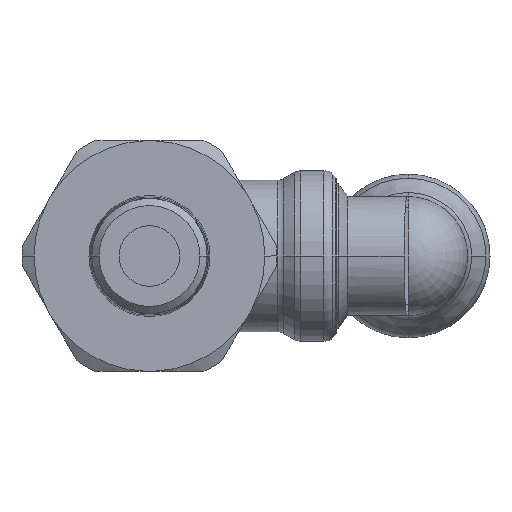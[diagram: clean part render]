
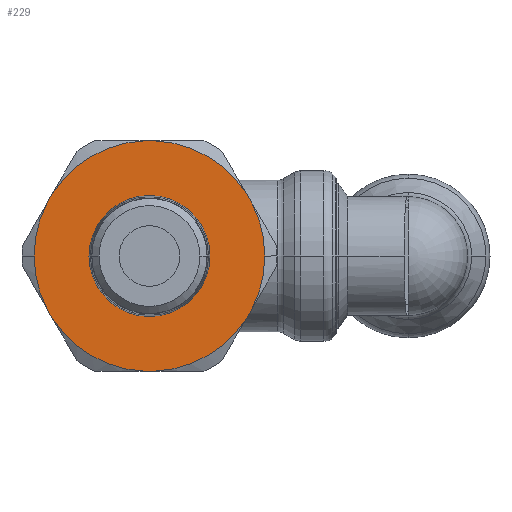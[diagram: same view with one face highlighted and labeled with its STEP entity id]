
A CAD part, front view. The second image highlights one B-rep face of the part: STEP entity #229.
In plain terms, the highlighted planar face has unit normal (0, -1, 0).
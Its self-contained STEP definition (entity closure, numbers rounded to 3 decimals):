
#229=ADVANCED_FACE('',(#611,#612),#613,.T.);
#611=FACE_BOUND('',#1002,.T.);
#612=FACE_OUTER_BOUND('',#1003,.T.);
#613=PLANE('',#1004);
#1002=EDGE_LOOP('',(#2483,#2484));
#1003=EDGE_LOOP('',(#2485,#2486,#2487,#2488,#2489,#2490,#2491,#2492,#2493,#2494,#2495,#2496,#2497,#2498));
#1004=AXIS2_PLACEMENT_3D('',#2499,#2500,#2501);
#2483=ORIENTED_EDGE('',*,*,#2799,.T.);
#2484=ORIENTED_EDGE('',*,*,#2820,.T.);
#2485=ORIENTED_EDGE('',*,*,#2938,.F.);
#2486=ORIENTED_EDGE('',*,*,#2546,.F.);
#2487=ORIENTED_EDGE('',*,*,#2989,.F.);
#2488=ORIENTED_EDGE('',*,*,#2904,.F.);
#2489=ORIENTED_EDGE('',*,*,#2966,.F.);
#2490=ORIENTED_EDGE('',*,*,#2914,.F.);
#2491=ORIENTED_EDGE('',*,*,#2964,.F.);
#2492=ORIENTED_EDGE('',*,*,#2924,.F.);
#2493=ORIENTED_EDGE('',*,*,#2963,.F.);
#2494=ORIENTED_EDGE('',*,*,#2619,.F.);
#2495=ORIENTED_EDGE('',*,*,#2926,.F.);
#2496=ORIENTED_EDGE('',*,*,#2965,.F.);
#2497=ORIENTED_EDGE('',*,*,#2931,.F.);
#2498=ORIENTED_EDGE('',*,*,#2967,.F.);
#2499=CARTESIAN_POINT('',(-4.76,0.,0.0));
#2500=DIRECTION('',(0.,-1.0,-0.0));
#2501=DIRECTION('',(1.0,0.,0.0));
#2546=EDGE_CURVE('',#3072,#3075,#3076,.T.);
#2619=EDGE_CURVE('',#3208,#3204,#3210,.T.);
#2799=EDGE_CURVE('',#3517,#3521,#3523,.T.);
#2820=EDGE_CURVE('',#3521,#3517,#3556,.T.);
#2904=EDGE_CURVE('',#3670,#3657,#3672,.T.);
#2914=EDGE_CURVE('',#3690,#3677,#3692,.T.);
#2924=EDGE_CURVE('',#3709,#3696,#3711,.T.);
#2926=EDGE_CURVE('',#3713,#3208,#3715,.T.);
#2931=EDGE_CURVE('',#3722,#3724,#3725,.T.);
#2938=EDGE_CURVE('',#3075,#3737,#3738,.T.);
#2963=EDGE_CURVE('',#3204,#3709,#3766,.T.);
#2964=EDGE_CURVE('',#3696,#3690,#3767,.T.);
#2965=EDGE_CURVE('',#3724,#3713,#3768,.T.);
#2966=EDGE_CURVE('',#3677,#3670,#3769,.T.);
#2967=EDGE_CURVE('',#3737,#3722,#3770,.T.);
#2989=EDGE_CURVE('',#3657,#3072,#3798,.T.);
#3072=VERTEX_POINT('',#3888);
#3075=VERTEX_POINT('',#3892);
#3076=CIRCLE('',#3893,9.51);
#3204=VERTEX_POINT('',#4194);
#3208=VERTEX_POINT('',#4199);
#3210=CIRCLE('',#4210,9.51);
#3517=VERTEX_POINT('',#5086);
#3521=VERTEX_POINT('',#5091);
#3523=CIRCLE('',#5094,4.986);
#3556=CIRCLE('',#5133,4.986);
#3657=VERTEX_POINT('',#5348);
#3670=VERTEX_POINT('',#5391);
#3672=LINE('',#5402,#5403);
#3677=VERTEX_POINT('',#5426);
#3690=VERTEX_POINT('',#5469);
#3692=LINE('',#5480,#5481);
#3696=VERTEX_POINT('',#5503);
#3709=VERTEX_POINT('',#5546);
#3711=LINE('',#5557,#5558);
#3713=VERTEX_POINT('',#5560);
#3715=LINE('',#5571,#5572);
#3722=VERTEX_POINT('',#5590);
#3724=VERTEX_POINT('',#5601);
#3725=LINE('',#5602,#5603);
#3737=VERTEX_POINT('',#5645);
#3738=LINE('',#5646,#5647);
#3766=CIRCLE('',#5695,9.51);
#3767=CIRCLE('',#5696,9.51);
#3768=CIRCLE('',#5697,9.51);
#3769=CIRCLE('',#5698,9.51);
#3770=CIRCLE('',#5699,9.51);
#3798=CIRCLE('',#5727,9.51);
#3888=CARTESIAN_POINT('',(-9.51,0.,0.));
#3892=CARTESIAN_POINT('',(-8.445,0.,4.373));
#3893=AXIS2_PLACEMENT_3D('',#5808,#5809,#5810);
#4194=CARTESIAN_POINT('',(9.51,0.,0.));
#4199=CARTESIAN_POINT('',(8.445,0.,4.373));
#4210=AXIS2_PLACEMENT_3D('',#5974,#5975,#5976);
#5086=CARTESIAN_POINT('',(4.986,0.0,0.0));
#5091=CARTESIAN_POINT('',(-4.986,0.,0.));
#5094=AXIS2_PLACEMENT_3D('',#6328,#6329,#6330);
#5133=AXIS2_PLACEMENT_3D('',#6379,#6380,#6381);
#5348=CARTESIAN_POINT('',(-8.445,0.,-4.373));
#5391=CARTESIAN_POINT('',(-8.009,0.,-5.127));
#5402=CARTESIAN_POINT('',(-8.822,0.,-3.719));
#5403=VECTOR('',#6557,1.0);
#5426=CARTESIAN_POINT('',(-0.436,0.,-9.5));
#5469=CARTESIAN_POINT('',(0.436,0.,-9.5));
#5480=CARTESIAN_POINT('',(-2.38,0.0,-9.5));
#5481=VECTOR('',#6561,1.0);
#5503=CARTESIAN_POINT('',(8.009,0.,-5.127));
#5546=CARTESIAN_POINT('',(8.445,0.,-4.373));
#5557=CARTESIAN_POINT('',(7.632,0.0,-5.781));
#5558=VECTOR('',#6565,1.0);
#5560=CARTESIAN_POINT('',(8.009,0.,5.127));
#5571=CARTESIAN_POINT('',(7.632,0.0,5.781));
#5572=VECTOR('',#6566,1.0);
#5590=CARTESIAN_POINT('',(-0.436,0.,9.5));
#5601=CARTESIAN_POINT('',(0.436,0.,9.5));
#5602=CARTESIAN_POINT('',(-2.38,0.0,9.5));
#5603=VECTOR('',#6569,1.0);
#5645=CARTESIAN_POINT('',(-8.009,0.,5.127));
#5646=CARTESIAN_POINT('',(-8.822,0.0,3.719));
#5647=VECTOR('',#6573,1.0);
#5695=AXIS2_PLACEMENT_3D('',#6636,#6637,#6638);
#5696=AXIS2_PLACEMENT_3D('',#6639,#6640,#6641);
#5697=AXIS2_PLACEMENT_3D('',#6642,#6643,#6644);
#5698=AXIS2_PLACEMENT_3D('',#6645,#6646,#6647);
#5699=AXIS2_PLACEMENT_3D('',#6648,#6649,#6650);
#5727=AXIS2_PLACEMENT_3D('',#6714,#6715,#6716);
#5808=CARTESIAN_POINT('',(0.0,0.,0.0));
#5809=DIRECTION('',(0.0,1.0,0.0));
#5810=DIRECTION('',(-1.0,0.0,0.0));
#5974=CARTESIAN_POINT('',(0.0,0.,0.0));
#5975=DIRECTION('',(0.0,1.0,0.0));
#5976=DIRECTION('',(-1.0,0.0,0.0));
#6328=CARTESIAN_POINT('',(0.0,0.,0.0));
#6329=DIRECTION('',(0.,1.0,0.0));
#6330=DIRECTION('',(1.0,0.,0.0));
#6379=CARTESIAN_POINT('',(0.0,0.,0.0));
#6380=DIRECTION('',(0.,1.0,0.0));
#6381=DIRECTION('',(1.0,0.,0.0));
#6557=DIRECTION('',(-0.5,0.,0.866));
#6561=DIRECTION('',(-1.0,0.,-0.0));
#6565=DIRECTION('',(-0.5,0.,-0.866));
#6566=DIRECTION('',(0.5,0.,-0.866));
#6569=DIRECTION('',(1.0,0.,0.));
#6573=DIRECTION('',(0.5,0.,0.866));
#6636=CARTESIAN_POINT('',(0.0,0.,0.0));
#6637=DIRECTION('',(0.0,1.0,0.0));
#6638=DIRECTION('',(-1.0,0.0,0.0));
#6639=CARTESIAN_POINT('',(0.0,0.,0.0));
#6640=DIRECTION('',(0.0,1.0,0.0));
#6641=DIRECTION('',(-1.0,0.0,0.0));
#6642=CARTESIAN_POINT('',(0.0,0.,0.0));
#6643=DIRECTION('',(0.0,1.0,0.0));
#6644=DIRECTION('',(-1.0,0.0,0.0));
#6645=CARTESIAN_POINT('',(0.0,0.,0.0));
#6646=DIRECTION('',(0.0,1.0,0.0));
#6647=DIRECTION('',(-1.0,0.0,0.0));
#6648=CARTESIAN_POINT('',(0.0,0.,0.0));
#6649=DIRECTION('',(0.0,1.0,0.0));
#6650=DIRECTION('',(-1.0,0.0,0.0));
#6714=CARTESIAN_POINT('',(0.0,0.,0.0));
#6715=DIRECTION('',(0.0,1.0,0.0));
#6716=DIRECTION('',(-1.0,0.0,0.0));
